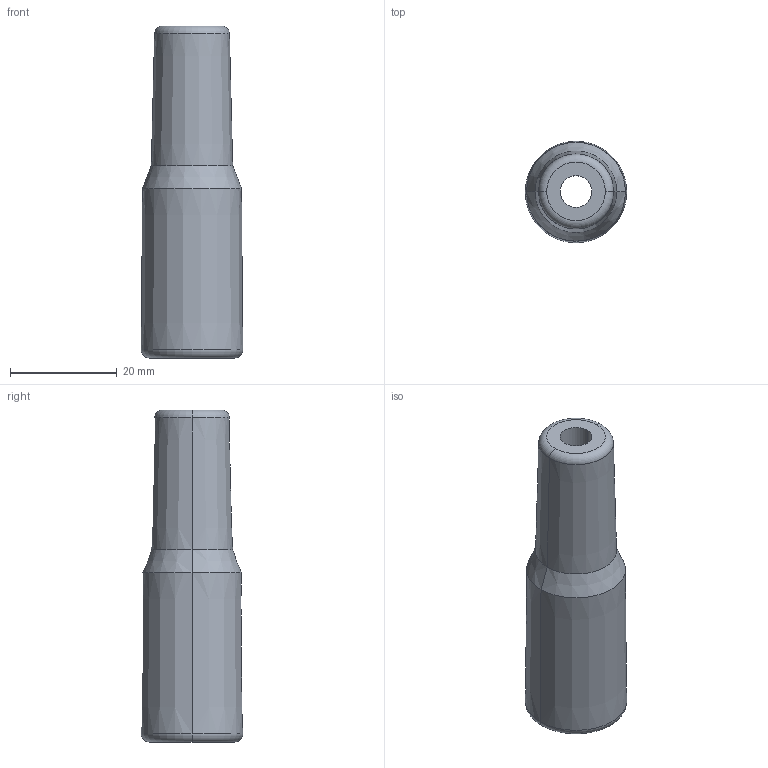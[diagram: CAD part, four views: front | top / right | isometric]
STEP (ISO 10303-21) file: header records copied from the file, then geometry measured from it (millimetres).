
FILE_DESCRIPTION (( 'STEP AP203' ), '1' );
FILE_NAME ('SB134.STEP', '2019-10-30T15:28:57', ( 'tempuser' ), ( 'Microsoft' ), 'SwSTEP 2.0', 'SolidWorks 2019', '' );
FILE_SCHEMA (( 'CONFIG_CONTROL_DESIGN' ));
Length unit declared in the file: inch
Products named in the file (1): SB134
Bounding box: 19.03 x 19.03 x 62.23 mm (x, y, z)
Volume: 9421.2 mm3; surface area: 5408.2 mm2
Topology: 1 solids, 1 shells, 37 faces, 74 edges, 40 vertices
Faces by surface type: torus 16, cone 14, cylinder 4, plane 3
Entity records: 1043 total; most frequent: DIRECTION 206, CARTESIAN_POINT 152, ORIENTED_EDGE 148, AXIS2_PLACEMENT_3D 94, EDGE_CURVE 74, CIRCLE 56, VERTEX_POINT 40, EDGE_LOOP 40
